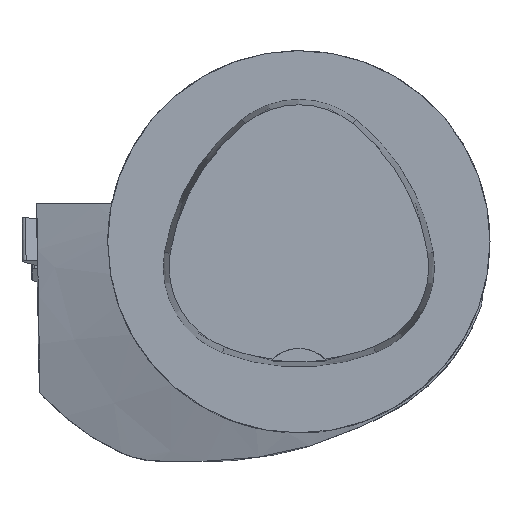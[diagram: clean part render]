
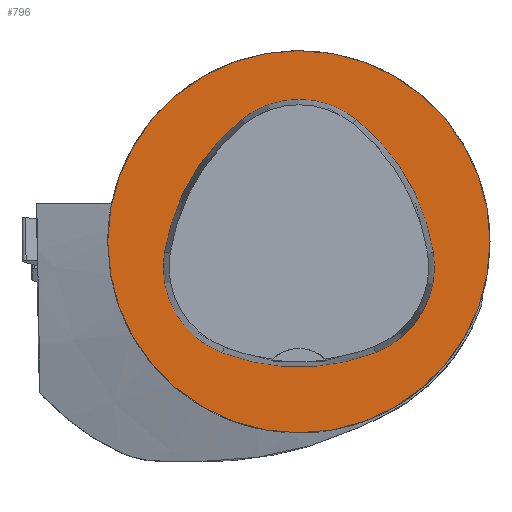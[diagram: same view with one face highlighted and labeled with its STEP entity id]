
A CAD part, top view. The second image highlights one B-rep face of the part: STEP entity #796.
In plain terms, the highlighted planar face has unit normal (0, 0, 1).
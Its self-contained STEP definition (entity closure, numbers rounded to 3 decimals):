
#217=PLANE('',#2435);
#796=ADVANCED_FACE('',(#878,#879),#217,.T.);
#878=FACE_BOUND('',#981,.T.);
#879=FACE_BOUND('',#982,.T.);
#981=EDGE_LOOP('',(#1485,#1486,#1487,#1488,#1489,#1490));
#982=EDGE_LOOP('',(#1491));
#1485=ORIENTED_EDGE('',*,*,#2087,.T.);
#1486=ORIENTED_EDGE('',*,*,#2067,.T.);
#1487=ORIENTED_EDGE('',*,*,#2071,.T.);
#1488=ORIENTED_EDGE('',*,*,#2074,.T.);
#1489=ORIENTED_EDGE('',*,*,#2077,.T.);
#1490=ORIENTED_EDGE('',*,*,#2085,.T.);
#1491=ORIENTED_EDGE('',*,*,#2058,.F.);
#1786=VERTEX_POINT('',#3811);
#1795=VERTEX_POINT('',#3830);
#1796=VERTEX_POINT('',#3831);
#1799=VERTEX_POINT('',#3839);
#1801=VERTEX_POINT('',#3845);
#1803=VERTEX_POINT('',#3851);
#1810=VERTEX_POINT('',#3872);
#2058=EDGE_CURVE('',#1786,#1786,#2179,.T.);
#2067=EDGE_CURVE('',#1795,#1796,#2180,.T.);
#2071=EDGE_CURVE('',#1796,#1799,#2182,.T.);
#2074=EDGE_CURVE('',#1799,#1801,#2184,.T.);
#2077=EDGE_CURVE('',#1801,#1803,#2186,.T.);
#2085=EDGE_CURVE('',#1803,#1810,#2190,.T.);
#2087=EDGE_CURVE('',#1810,#1795,#2192,.T.);
#2179=CIRCLE('',#2407,25.);
#2180=CIRCLE('',#2413,28.);
#2182=CIRCLE('',#2416,12.);
#2184=CIRCLE('',#2419,28.);
#2186=CIRCLE('',#2422,12.);
#2190=CIRCLE('',#2427,28.);
#2192=CIRCLE('',#2430,12.);
#2407=AXIS2_PLACEMENT_3D('',#3810,#2929,#2930);
#2413=AXIS2_PLACEMENT_3D('',#3829,#2945,#2946);
#2416=AXIS2_PLACEMENT_3D('',#3838,#2953,#2954);
#2419=AXIS2_PLACEMENT_3D('',#3844,#2960,#2961);
#2422=AXIS2_PLACEMENT_3D('',#3850,#2967,#2968);
#2427=AXIS2_PLACEMENT_3D('',#3873,#2979,#2980);
#2430=AXIS2_PLACEMENT_3D('',#3876,#2985,#2986);
#2435=AXIS2_PLACEMENT_3D('',#3881,#2995,#2996);
#2929=DIRECTION('',(0.,0.,-1.));
#2930=DIRECTION('',(-1.,0.,0.));
#2945=DIRECTION('',(0.,0.,-1.));
#2946=DIRECTION('',(-1.,0.,0.));
#2953=DIRECTION('',(0.,0.,-1.));
#2954=DIRECTION('',(-1.,0.,0.));
#2960=DIRECTION('',(0.,0.,-1.));
#2961=DIRECTION('',(-1.,0.,0.));
#2967=DIRECTION('',(0.,0.,-1.));
#2968=DIRECTION('',(-1.,0.,0.));
#2979=DIRECTION('',(0.,0.,-1.));
#2980=DIRECTION('',(-1.,0.,0.));
#2985=DIRECTION('',(0.,0.,-1.));
#2986=DIRECTION('',(-1.,0.,0.));
#2995=DIRECTION('',(0.,0.,1.));
#2996=DIRECTION('',(1.,0.,0.));
#3810=CARTESIAN_POINT('',(0.,0.,0.));
#3811=CARTESIAN_POINT('',(-25.,0.,0.));
#3829=CARTESIAN_POINT('',(10.068,-5.824,0.));
#3830=CARTESIAN_POINT('',(-17.584,-1.424,0.));
#3831=CARTESIAN_POINT('',(-7.531,15.953,0.));
#3838=CARTESIAN_POINT('',(0.011,6.62,0.));
#3839=CARTESIAN_POINT('',(7.567,15.942,0.));
#3844=CARTESIAN_POINT('',(-10.063,-5.81,0.));
#3845=CARTESIAN_POINT('',(17.59,-1.418,0.));
#3850=CARTESIAN_POINT('',(5.739,-3.3,0.));
#3851=CARTESIAN_POINT('',(10.05,-14.499,0.));
#3872=CARTESIAN_POINT('',(-10.025,-14.516,0.));
#3873=CARTESIAN_POINT('',(-0.01,11.631,0.));
#3876=CARTESIAN_POINT('',(-5.733,-3.31,0.));
#3881=CARTESIAN_POINT('',(0.,0.,0.));
